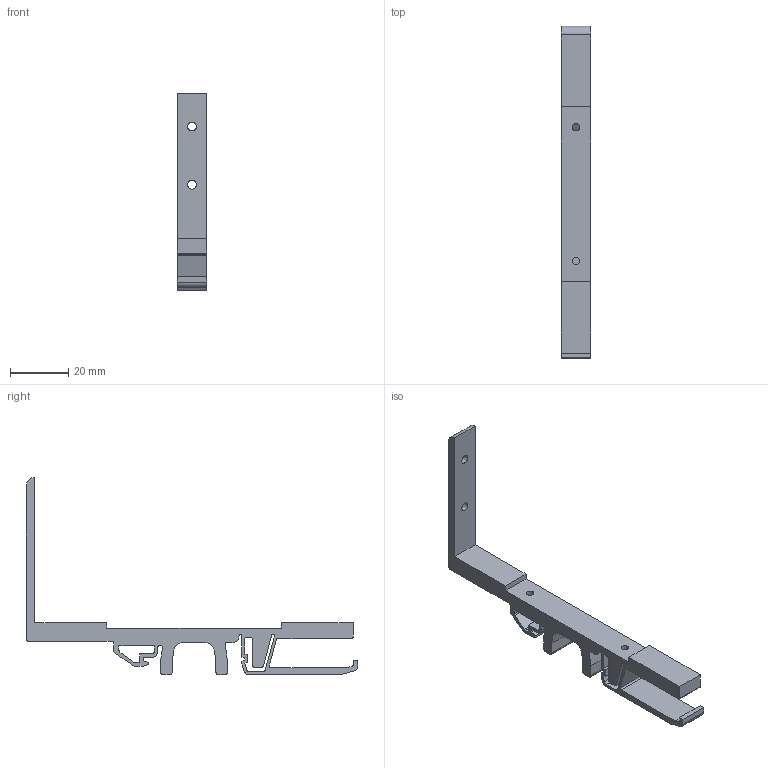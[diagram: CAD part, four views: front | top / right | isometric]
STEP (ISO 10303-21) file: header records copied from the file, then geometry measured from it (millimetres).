
FILE_DESCRIPTION(('FreeCAD Model'),'2;1');
FILE_NAME('Open CASCADE Shape Model','2025-05-19T22:37:05',(''),(''), 'Open CASCADE STEP processor 7.8','FreeCAD','Unknown');
FILE_SCHEMA(('AUTOMOTIVE_DESIGN { 1 0 10303 214 1 1 1 1 }'));
Length unit declared in the file: millimetre
Products named in the file (1): din2
Bounding box: 10 x 114.1 x 68 mm (x, y, z)
Volume: 10203 mm3; surface area: 7944.3 mm2
Topology: 1 solids, 1 shells, 105 faces, 308 edges, 206 vertices
Faces by surface type: plane 67, cylinder 38
Full cylindrical faces by diameter (mm): 2.5 x2, 3 x2
Entity records: 3536 total; most frequent: CARTESIAN_POINT 620, ORIENTED_EDGE 616, DIRECTION 596, EDGE_CURVE 308, LINE 232, VECTOR 232, VERTEX_POINT 206, AXIS2_PLACEMENT_3D 182
